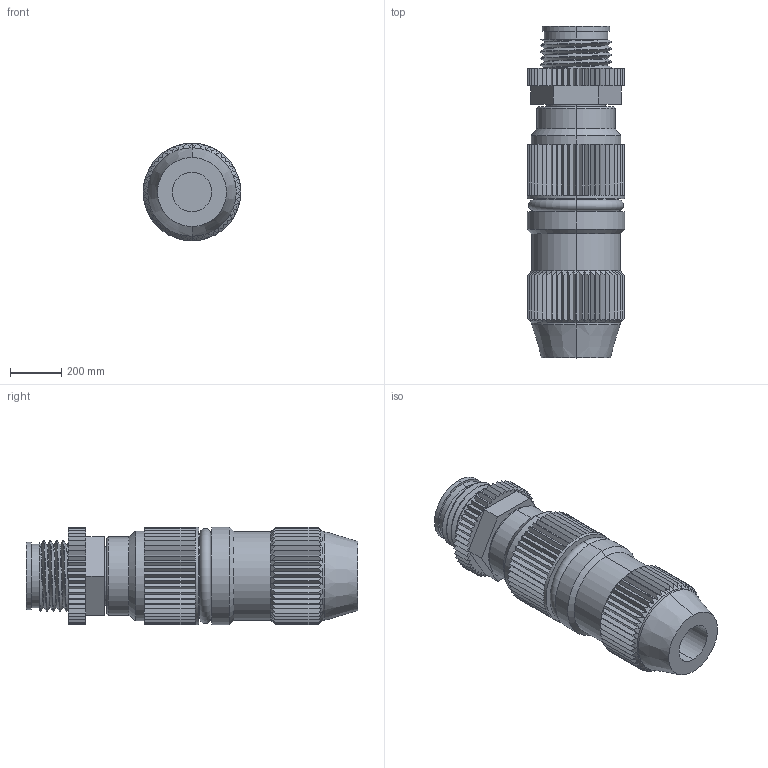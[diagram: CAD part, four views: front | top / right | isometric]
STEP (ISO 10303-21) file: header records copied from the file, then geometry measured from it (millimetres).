
FILE_DESCRIPTION (( 'STEP AP214' ), '1' );
FILE_NAME ('7000-12481-0000000.step', '2016-05-09T18:44:36', ( '' ), ( '' ), 'SwSTEP 2.0', 'SolidWorks 2015', '' );
FILE_SCHEMA (( 'AUTOMOTIVE_DESIGN' ));
Length unit declared in the file: inch
Products named in the file (1): 7000-12481-0000000
Bounding box: 381 x 1295.4 x 381 mm (x, y, z)
Volume: 103245266.8 mm3; surface area: 2567685.5 mm2
Topology: 1 solids, 2 shells, 539 faces, 1553 edges, 1028 vertices
Faces by surface type: plane 370, cylinder 140, cone 14, bspline 7, torus 4, sphere 4
Entity records: 27582 total; most frequent: CARTESIAN_POINT 10039, ORIENTED_EDGE 3082, DIRECTION 2749, EDGE_CURVE 1541, VERTEX_POINT 1020, LINE 927, VECTOR 927, AXIS2_PLACEMENT_3D 911
